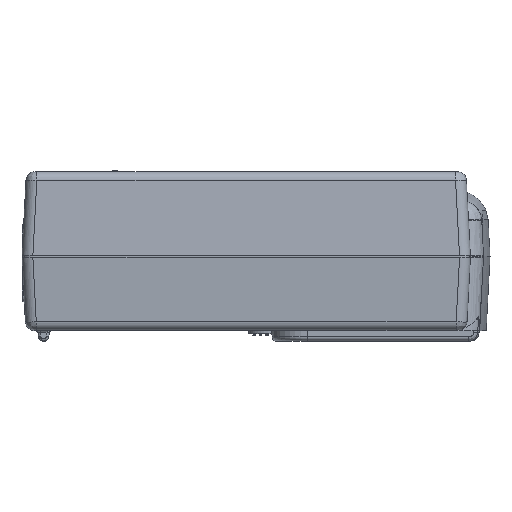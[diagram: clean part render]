
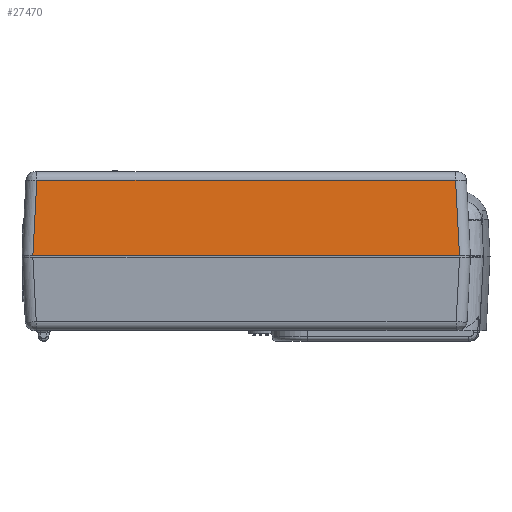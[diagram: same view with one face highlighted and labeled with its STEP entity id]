
A CAD part, top view. The second image highlights one B-rep face of the part: STEP entity #27470.
In plain terms, the highlighted planar face has unit normal (0, 0.052, 0.999).
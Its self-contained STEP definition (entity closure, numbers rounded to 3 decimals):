
#12639=CARTESIAN_POINT('',(53.575,34.81,25.822));
#12734=DIRECTION('',(-1.,0.,0.));
#12735=VECTOR('',#12734,96.351);
#12736=CARTESIAN_POINT('',(53.575,34.81,25.822));
#12737=LINE('',#12736,#12735);
#12738=DIRECTION('',(-1.,0.,0.));
#12739=VECTOR('',#12738,98.165);
#12740=CARTESIAN_POINT('',(54.482,17.5,26.729));
#12741=LINE('',#12740,#12739);
#12742=DIRECTION('',(0.052,0.997,-0.052));
#12743=VECTOR('',#12742,17.357);
#12744=CARTESIAN_POINT('',(-43.682,17.5,
26.729));
#12745=LINE('',#12744,#12743);
#12746=DIRECTION('',(0.052,-0.997,0.052));
#12747=VECTOR('',#12746,17.357);
#12748=CARTESIAN_POINT('',(53.575,34.81,25.822));
#12749=LINE('',#12748,#12747);
#23694=VERTEX_POINT('',#12639);
#23705=CARTESIAN_POINT('',(-42.775,34.81,
25.822));
#23706=VERTEX_POINT('',#23705);
#23707=CARTESIAN_POINT('',(54.482,17.5,26.729));
#23708=CARTESIAN_POINT('',(-43.682,17.5,
26.729));
#23709=VERTEX_POINT('',#23707);
#23710=VERTEX_POINT('',#23708);
#27456=CARTESIAN_POINT('',(-46.2,17.1,26.75));
#27457=DIRECTION('',(0.,0.052,0.999));
#27458=DIRECTION('',(1.,0.,0.));
#27459=AXIS2_PLACEMENT_3D('',#27456,#27457,#27458);
#27460=PLANE('',#27459);
#27462=ORIENTED_EDGE('',*,*,#27461,.T.);
#27464=ORIENTED_EDGE('',*,*,#27463,.T.);
#27465=ORIENTED_EDGE('',*,*,#27450,.F.);
#27467=ORIENTED_EDGE('',*,*,#27466,.T.);
#27468=EDGE_LOOP('',(#27462,#27464,#27465,#27467));
#27469=FACE_OUTER_BOUND('',#27468,.F.);
#27470=ADVANCED_FACE('',(#27469),#27460,.T.);
#27450=EDGE_CURVE('',#23694,#23706,#12737,.T.);
#27461=EDGE_CURVE('',#23709,#23710,#12741,.T.);
#27463=EDGE_CURVE('',#23710,#23706,#12745,.T.);
#27466=EDGE_CURVE('',#23694,#23709,#12749,.T.);
